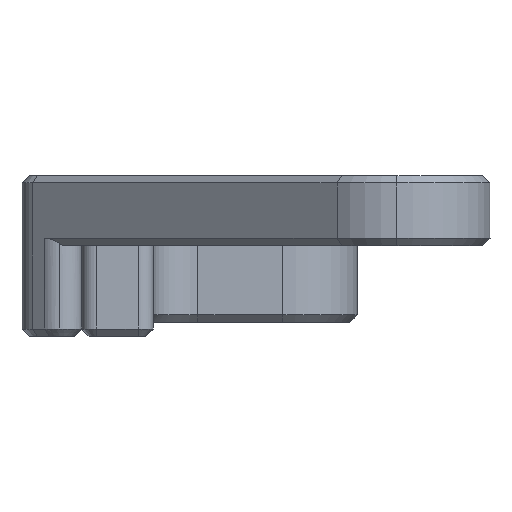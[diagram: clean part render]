
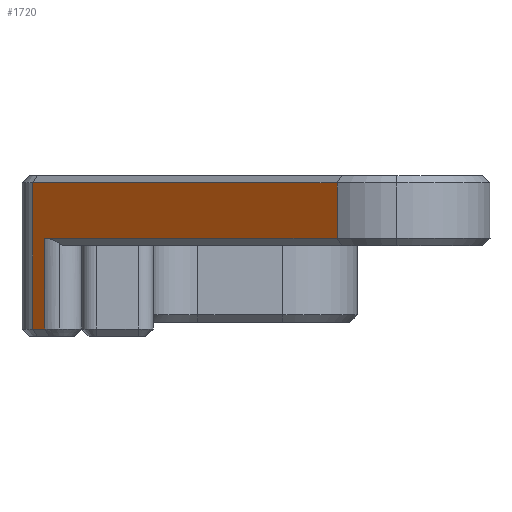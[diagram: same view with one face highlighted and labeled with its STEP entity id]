
A CAD part, left-side view. The second image highlights one B-rep face of the part: STEP entity #1720.
In plain terms, the highlighted planar face has unit normal (-0.766, 0.643, 0).
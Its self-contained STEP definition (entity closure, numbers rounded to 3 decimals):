
#3 = EDGE_CURVE ( 'NONE', #2552, #1059, #2866, .T. ) ;
#85 = VECTOR ( 'NONE', #2407, 1000. ) ;
#133 = ORIENTED_EDGE ( 'NONE', *, *, #1400, .F. ) ;
#160 = PLANE ( 'NONE',  #2633 ) ;
#184 = CARTESIAN_POINT ( 'NONE',  ( -21.225, 30.31, -4.9 ) ) ;
#206 = ORIENTED_EDGE ( 'NONE', *, *, #3, .F. ) ;
#419 = ORIENTED_EDGE ( 'NONE', *, *, #1036, .T. ) ;
#461 = CARTESIAN_POINT ( 'NONE',  ( -49.716, -3.643, 4.9 ) ) ;
#472 = CARTESIAN_POINT ( 'NONE',  ( -33.263, 15.964, 42.092 ) ) ;
#516 = LINE ( 'NONE', #184, #841 ) ;
#589 = ORIENTED_EDGE ( 'NONE', *, *, #2524, .F. ) ;
#644 = LINE ( 'NONE', #2214, #85 ) ;
#690 = VERTEX_POINT ( 'NONE', #2572 ) ;
#796 = CARTESIAN_POINT ( 'NONE',  ( -32.574, 16.786, -4.9 ) ) ;
#841 = VECTOR ( 'NONE', #1200, 1000. ) ;
#852 = VECTOR ( 'NONE', #1222, 1000. ) ;
#963 = EDGE_CURVE ( 'NONE', #3040, #690, #1470, .T. ) ;
#966 = LINE ( 'NONE', #461, #3296 ) ;
#1035 = ORIENTED_EDGE ( 'NONE', *, *, #2343, .F. ) ;
#1036 = EDGE_CURVE ( 'NONE', #3165, #1059, #966, .T. ) ;
#1059 = VERTEX_POINT ( 'NONE', #1745 ) ;
#1083 = CARTESIAN_POINT ( 'NONE',  ( -32.574, 16.786, 42.092 ) ) ;
#1176 = DIRECTION ( 'NONE',  ( 0.643, 0.766, 0. ) ) ;
#1200 = DIRECTION ( 'NONE',  ( 0.643, 0.766, 0. ) ) ;
#1222 = DIRECTION ( 'NONE',  ( 0., 0., -1. ) ) ;
#1256 = CARTESIAN_POINT ( 'NONE',  ( -49.716, -3.643, 1.2 ) ) ;
#1347 = CARTESIAN_POINT ( 'NONE',  ( -33.263, 15.964, 1.2 ) ) ;
#1400 = EDGE_CURVE ( 'NONE', #1957, #3040, #644, .T. ) ;
#1432 = EDGE_LOOP ( 'NONE', ( #589, #2069, #133, #1035, #419, #206 ) ) ;
#1470 = LINE ( 'NONE', #472, #852 ) ;
#1480 = VECTOR ( 'NONE', #3210, 1000. ) ;
#1604 = DIRECTION ( 'NONE',  ( 0.766, -0.643, 0. ) ) ;
#1720 = ADVANCED_FACE ( 'NONE', ( #2123 ), #160, .F. ) ;
#1745 = CARTESIAN_POINT ( 'NONE',  ( -32.574, 16.786, 4.9 ) ) ;
#1894 = LINE ( 'NONE', #2975, #1480 ) ;
#1957 = VERTEX_POINT ( 'NONE', #1256 ) ;
#2069 = ORIENTED_EDGE ( 'NONE', *, *, #963, .F. ) ;
#2096 = DIRECTION ( 'NONE',  ( 0., 0., 1. ) ) ;
#2123 = FACE_OUTER_BOUND ( 'NONE', #1432, .T. ) ;
#2214 = CARTESIAN_POINT ( 'NONE',  ( -21.225, 30.31, 1.2 ) ) ;
#2343 = EDGE_CURVE ( 'NONE', #3165, #1957, #1894, .T. ) ;
#2407 = DIRECTION ( 'NONE',  ( 0.643, 0.766, 0. ) ) ;
#2438 = CARTESIAN_POINT ( 'NONE',  ( -21.225, 30.31, 42.092 ) ) ;
#2492 = DIRECTION ( 'NONE',  ( 0.643, 0.766, 0. ) ) ;
#2524 = EDGE_CURVE ( 'NONE', #690, #2552, #516, .T. ) ;
#2552 = VERTEX_POINT ( 'NONE', #796 ) ;
#2572 = CARTESIAN_POINT ( 'NONE',  ( -33.263, 15.964, -4.9 ) ) ;
#2633 = AXIS2_PLACEMENT_3D ( 'NONE', #2438, #1604, #1176 ) ;
#2866 = LINE ( 'NONE', #1083, #3273 ) ;
#2959 = CARTESIAN_POINT ( 'NONE',  ( -49.716, -3.643, 4.9 ) ) ;
#2975 = CARTESIAN_POINT ( 'NONE',  ( -49.716, -3.643, 42.092 ) ) ;
#3040 = VERTEX_POINT ( 'NONE', #1347 ) ;
#3165 = VERTEX_POINT ( 'NONE', #2959 ) ;
#3210 = DIRECTION ( 'NONE',  ( 0., 0., -1. ) ) ;
#3273 = VECTOR ( 'NONE', #2096, 1000. ) ;
#3296 = VECTOR ( 'NONE', #2492, 1000. ) ;
